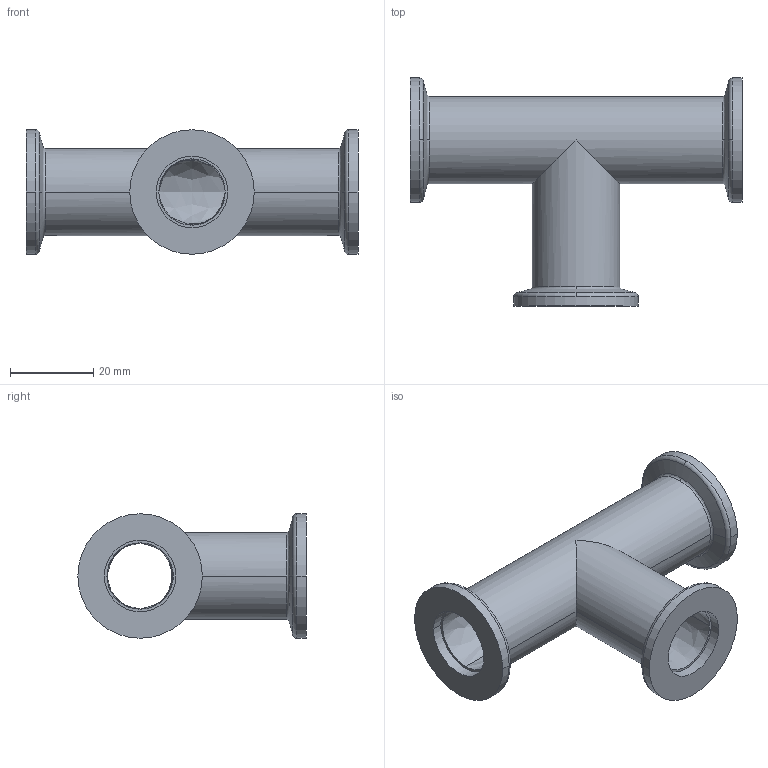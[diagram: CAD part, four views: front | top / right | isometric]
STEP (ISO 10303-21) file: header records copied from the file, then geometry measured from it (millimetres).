
FILE_DESCRIPTION((''),'2;1');
FILE_NAME('PF126016.stp','2004-06-24T16:03:34',('KAA'),(''),'Autodesk Inventor (R) 6.0','Autodesk Inventor (R) 6.0','');
FILE_SCHEMA(('AUTOMOTIVE_DESIGN { 1 0 10303 214 1 1 1 1 }'));
Length unit declared in the file: millimetre
Products named in the file (1): PF126016
Bounding box: 80 x 55 x 30 mm (x, y, z)
Volume: 19315.8 mm3; surface area: 15144.1 mm2
Topology: 1 solids, 1 shells, 45 faces, 121 edges, 80 vertices
Faces by surface type: cylinder 16, bspline 11, torus 6, cone 6, plane 6
Entity records: 1807 total; most frequent: CARTESIAN_POINT 596, DIRECTION 283, ORIENTED_EDGE 242, AXIS2_PLACEMENT_3D 127, EDGE_CURVE 121, CIRCLE 84, VERTEX_POINT 80, EDGE_LOOP 51
